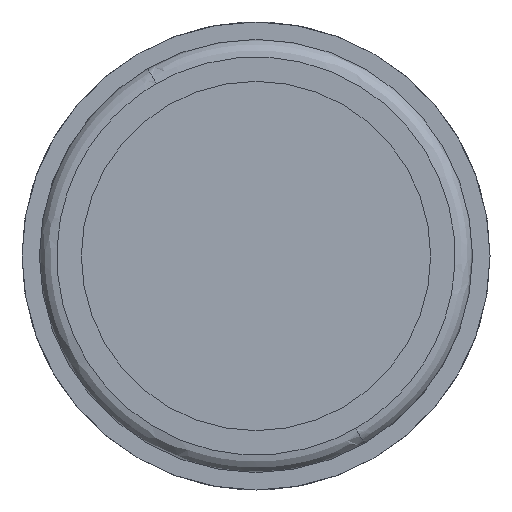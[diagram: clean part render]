
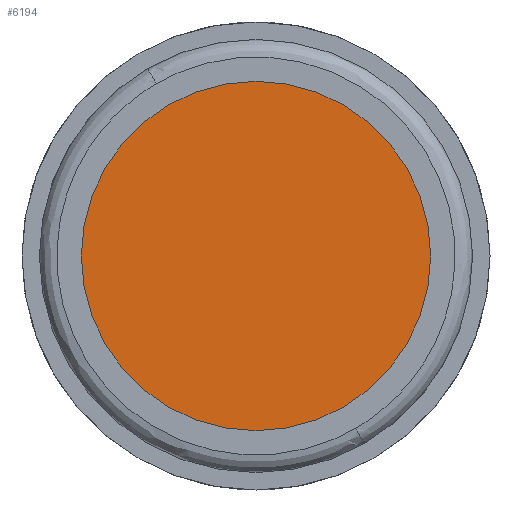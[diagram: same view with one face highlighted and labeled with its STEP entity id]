
A CAD part, front view. The second image highlights one B-rep face of the part: STEP entity #6194.
In plain terms, the highlighted planar face has unit normal (0, -1, 0).
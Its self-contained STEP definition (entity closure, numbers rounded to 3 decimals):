
#291 = CIRCLE ( 'NONE', #5625, 5. ) ;
#503 = DIRECTION ( 'NONE',  ( 0., 0., 1. ) ) ;
#593 = CARTESIAN_POINT ( 'NONE',  ( 0., -45.5, 0. ) ) ;
#1156 = DIRECTION ( 'NONE',  ( 0., 0., 1. ) ) ;
#1999 = EDGE_CURVE ( 'NONE', #6918, #8023, #291, .T. ) ;
#2534 = FACE_OUTER_BOUND ( 'NONE', #8872, .T. ) ;
#3090 = DIRECTION ( 'NONE',  ( 0., 1., 0. ) ) ;
#3247 = CARTESIAN_POINT ( 'NONE',  ( 0., -45.5, 5. ) ) ;
#3476 = AXIS2_PLACEMENT_3D ( 'NONE', #4289, #5746, #7163 ) ;
#4289 = CARTESIAN_POINT ( 'NONE',  ( 4.33, -45.5, 2.5 ) ) ;
#5625 = AXIS2_PLACEMENT_3D ( 'NONE', #7306, #3090, #1156 ) ;
#5689 = CIRCLE ( 'NONE', #9010, 5. ) ;
#5746 = DIRECTION ( 'NONE',  ( 0., 1., 0. ) ) ;
#6194 = ADVANCED_FACE ( 'NONE', ( #2534 ), #6462, .F. ) ;
#6462 = PLANE ( 'NONE',  #3476 ) ;
#6910 = DIRECTION ( 'NONE',  ( 0., 1., 0. ) ) ;
#6916 = CARTESIAN_POINT ( 'NONE',  ( 0., -45.5, -5. ) ) ;
#6918 = VERTEX_POINT ( 'NONE', #6916 ) ;
#7163 = DIRECTION ( 'NONE',  ( 0., 0., 1. ) ) ;
#7306 = CARTESIAN_POINT ( 'NONE',  ( 0., -45.5, 0. ) ) ;
#7657 = ORIENTED_EDGE ( 'NONE', *, *, #1999, .F. ) ;
#7948 = ORIENTED_EDGE ( 'NONE', *, *, #8923, .F. ) ;
#8023 = VERTEX_POINT ( 'NONE', #3247 ) ;
#8872 = EDGE_LOOP ( 'NONE', ( #7948, #7657 ) ) ;
#8923 = EDGE_CURVE ( 'NONE', #8023, #6918, #5689, .T. ) ;
#9010 = AXIS2_PLACEMENT_3D ( 'NONE', #593, #6910, #503 ) ;
